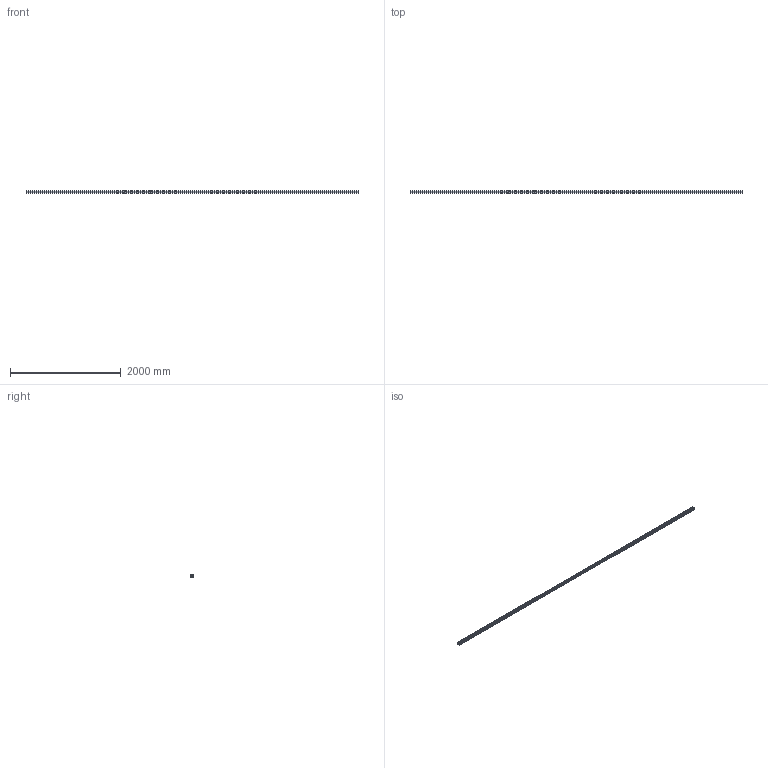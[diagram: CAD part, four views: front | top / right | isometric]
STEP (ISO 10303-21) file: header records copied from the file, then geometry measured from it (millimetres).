
FILE_DESCRIPTION (( 'STEP AP214' ), '1' );
FILE_NAME ('201030_Profil 45x45 Nut 10.STEP', '2019-01-29T07:19:57', ( '' ), ( '' ), 'SwSTEP 2.0', 'SolidWorks 2017', '' );
FILE_SCHEMA (( 'AUTOMOTIVE_DESIGN' ));
Length unit declared in the file: millimetre
Products named in the file (1): 201030_Profil 45x45 Nut 10
Bounding box: 6000 x 45 x 45 mm (x, y, z)
Volume: 4493799.7 mm3; surface area: 3728631.1 mm2
Topology: 1 solids, 1 shells, 166 faces, 492 edges, 328 vertices
Faces by surface type: plane 106, cylinder 60
Entity records: 5610 total; most frequent: CARTESIAN_POINT 987, ORIENTED_EDGE 984, DIRECTION 946, EDGE_CURVE 492, LINE 372, VECTOR 372, VERTEX_POINT 328, AXIS2_PLACEMENT_3D 287
